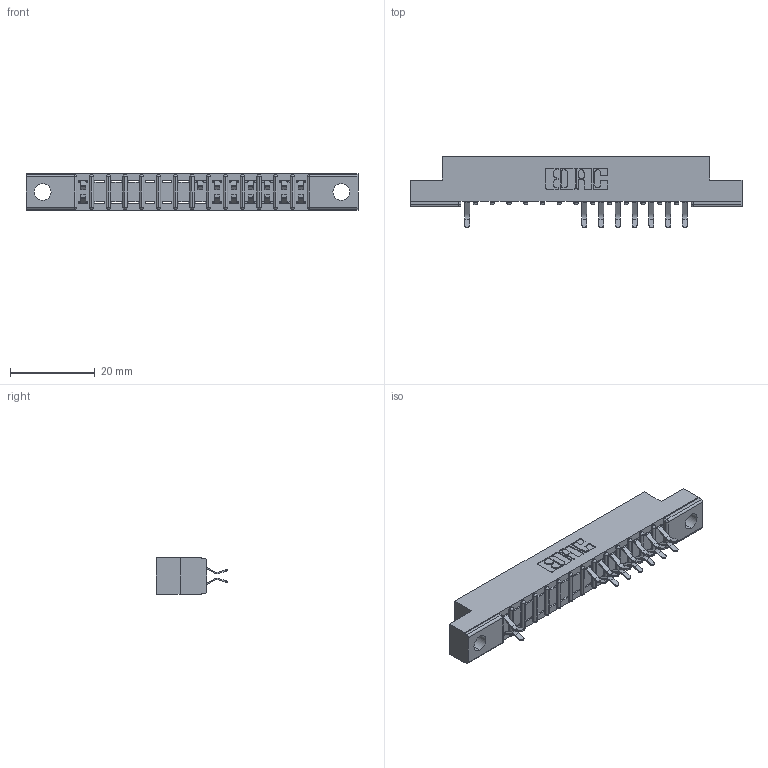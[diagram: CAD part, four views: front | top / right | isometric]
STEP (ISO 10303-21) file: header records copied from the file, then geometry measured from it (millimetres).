
FILE_DESCRIPTION (( 'STEP AP203' ), '1' );
FILE_NAME ('357-028-556-204.STEP', '2018-08-09T06:55:52', ( '' ), ( '' ), 'SwSTEP 2.0', 'SolidWorks 2016', '' );
FILE_SCHEMA (( 'CONFIG_CONTROL_DESIGN' ));
Length unit declared in the file: inch
Products named in the file (3): 357-028-556-204; 307 Part_.156 Dia Mounting Holes; 307-290-001_556
Assembly tree (16 placements, depth 2):
  357-028-556-204
    307 Part_.156 Dia Mounting Holes
    307-290-001_556  x15
Bounding box: 78.49 x 16.97 x 8.71 mm (x, y, z)
Volume: 4857.7 mm3; surface area: 7042.2 mm2
Topology: 16 solids, 16 shells, 1027 faces, 2905 edges, 1874 vertices
Faces by surface type: plane 657, cylinder 340, sphere 30
Entity records: 16008 total; most frequent: CARTESIAN_POINT 2687, ORIENTED_EDGE 2670, DIRECTION 2623, EDGE_CURVE 1335, VECTOR 1019, LINE 1019, VERTEX_POINT 866, AXIS2_PLACEMENT_3D 802
